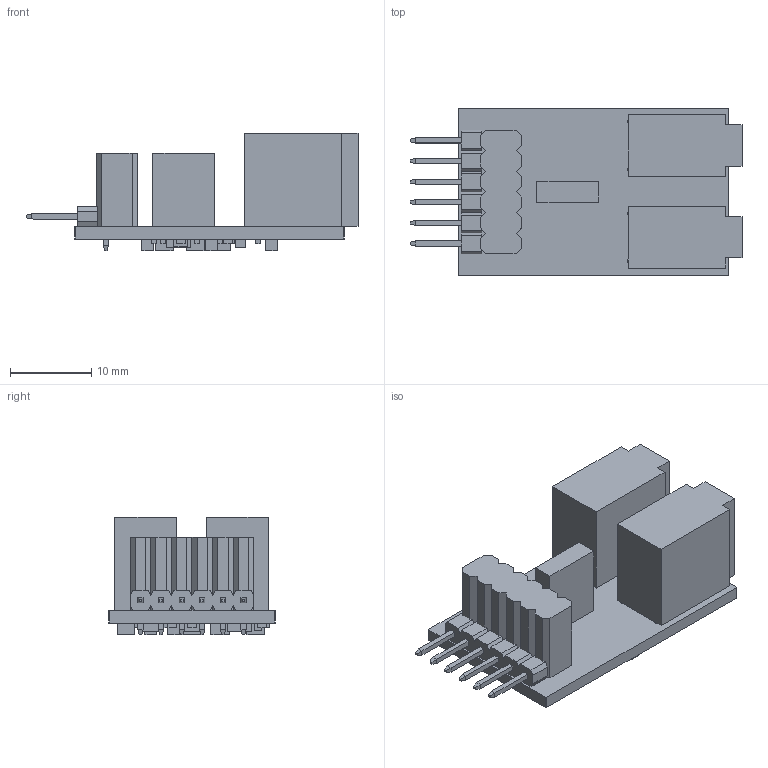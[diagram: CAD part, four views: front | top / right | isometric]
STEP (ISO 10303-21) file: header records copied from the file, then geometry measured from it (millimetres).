
FILE_DESCRIPTION(('Open CASCADE Model'),'2;1');
FILE_NAME('Open CASCADE Shape Model','2020-02-25T09:44:31',('Author'),( 'Open CASCADE'),'Open CASCADE STEP processor 6.8','Open CASCADE 6.8' ,'Unknown');
FILE_SCHEMA(('AUTOMOTIVE_DESIGN { 1 0 10303 214 1 1 1 1 }'));
Length unit declared in the file: millimetre
Products named in the file (69): PCB; Board; R12; 6446623680; Extruded; R11; 6446623488; IC3; 6446623296; FB2; 6446623104; FB1; C21; IC2; 6446622912; C1; C2; 6446622720; C3; C4; 6446622528; C5; C6; C7; C8; C9; C10; C11; C12; 6446622336; C13; C14; C15; C16; C17; C18; C19; C20; IC1; R1 ...
Assembly tree (99 placements, depth 4):
  PCB
    Board
    R12
      6446623680
        Extruded
    R11
      6446623488
        Extruded
    IC3
      6446623296
        Extruded
    FB2
      6446623104
        Extruded
    FB1
      6446623104
        Extruded
    C21
      6446623104
        Extruded
    IC2
      6446622912
        Extruded
    C1
      6446623104
        Extruded
    C2
      6446622720
        Extruded
    C3
      6446623104
        Extruded
    C4
      6446622528
        Extruded
    C5
      6446622528
        Extruded
    C6
      6446623104
        Extruded
    C7
      6446623104
        Extruded
    C8
      6446623104
        Extruded
    C9
      6446623680
        Extruded
    C10
      6446622528
        Extruded
    C11
      6446623104
        Extruded
    C12
      6446622336
        Extruded
    C13
Bounding box: 40.9 x 20.52 x 14.52 mm (x, y, z)
Volume: 4383.4 mm3; surface area: 4517.5 mm2
Topology: 50 solids, 50 shells, 519 faces, 1209 edges, 790 vertices
Faces by surface type: plane 472, cylinder 47
Full cylindrical faces by diameter (mm): 1 x4, 1.067 x15
Entity records: 11394 total; most frequent: CARTESIAN_POINT 1788, DIRECTION 1777, ORIENTED_EDGE 1650, EDGE_CURVE 825, LINE 731, VECTOR 731, VERTEX_POINT 534, AXIS2_PLACEMENT_3D 523
